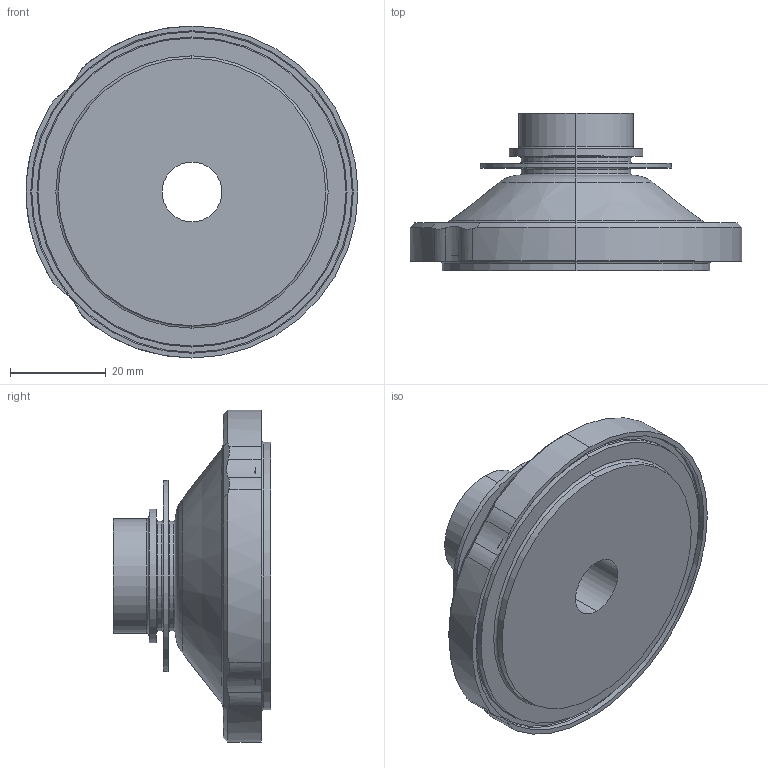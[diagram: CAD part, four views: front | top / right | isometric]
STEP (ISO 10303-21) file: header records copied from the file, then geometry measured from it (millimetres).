
FILE_DESCRIPTION (( 'STEP AP214' ), '1' );
FILE_NAME ('2021-008.STEP', '2023-08-22T16:29:22', ( '' ), ( '' ), 'SwSTEP 2.0', 'SolidWorks 2019', '' );
FILE_SCHEMA (( 'AUTOMOTIVE_DESIGN' ));
Length unit declared in the file: millimetre
Products named in the file (1): 2021-008
Bounding box: 69.5 x 33 x 69.5 mm (x, y, z)
Volume: 51166.6 mm3; surface area: 14560.1 mm2
Topology: 1 solids, 1 shells, 66 faces, 144 edges, 88 vertices
Faces by surface type: cylinder 28, torus 20, plane 12, cone 6
Entity records: 1896 total; most frequent: DIRECTION 360, CARTESIAN_POINT 341, ORIENTED_EDGE 288, AXIS2_PLACEMENT_3D 163, EDGE_CURVE 144, CIRCLE 96, VERTEX_POINT 88, EDGE_LOOP 76
